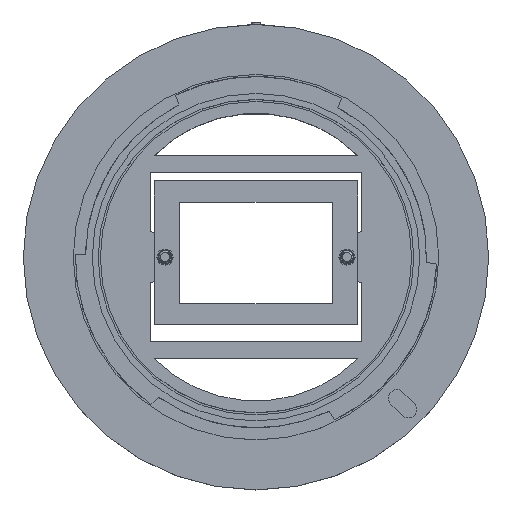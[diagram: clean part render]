
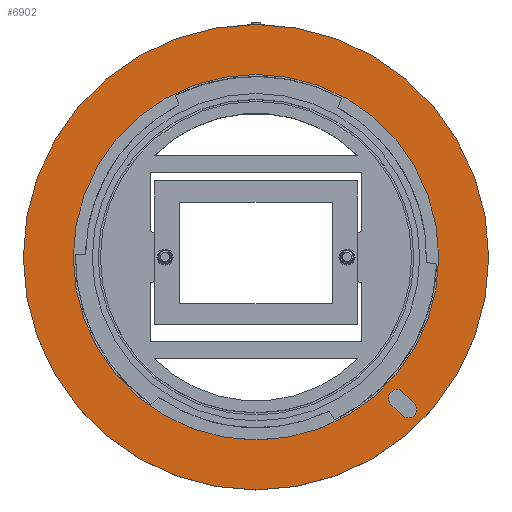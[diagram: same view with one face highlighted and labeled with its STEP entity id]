
A CAD part, top view. The second image highlights one B-rep face of the part: STEP entity #6902.
In plain terms, the highlighted planar face has unit normal (0, 0, 1).
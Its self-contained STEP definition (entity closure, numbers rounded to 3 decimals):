
#340=FACE_BOUND('',#2231,.T.);
#341=FACE_BOUND('',#2232,.T.);
#408=PLANE('',#7464);
#727=LINE('',#25189,#1142);
#728=LINE('',#25192,#1143);
#1142=VECTOR('',#8660,1.909);
#1143=VECTOR('',#8663,1.909);
#1826=FACE_OUTER_BOUND('',#2230,.T.);
#2230=EDGE_LOOP('',(#6129));
#2231=EDGE_LOOP('',(#6130));
#2232=EDGE_LOOP('',(#6131,#6132,#6133,#6134));
#2687=CIRCLE('',#7465,27.5);
#2688=CIRCLE('',#7466,21.6);
#2689=CIRCLE('',#7467,1.);
#2690=CIRCLE('',#7468,1.);
#3272=VERTEX_POINT('',#25181);
#3273=VERTEX_POINT('',#25183);
#3274=VERTEX_POINT('',#25185);
#3275=VERTEX_POINT('',#25186);
#3276=VERTEX_POINT('',#25188);
#3277=VERTEX_POINT('',#25190);
#4248=EDGE_CURVE('',#3272,#3272,#2687,.T.);
#4249=EDGE_CURVE('',#3273,#3273,#2688,.T.);
#4250=EDGE_CURVE('',#3274,#3275,#2689,.T.);
#4251=EDGE_CURVE('',#3276,#3274,#727,.T.);
#4252=EDGE_CURVE('',#3277,#3276,#2690,.T.);
#4253=EDGE_CURVE('',#3275,#3277,#728,.T.);
#6129=ORIENTED_EDGE('',*,*,#4248,.T.);
#6130=ORIENTED_EDGE('',*,*,#4249,.F.);
#6131=ORIENTED_EDGE('',*,*,#4250,.F.);
#6132=ORIENTED_EDGE('',*,*,#4251,.F.);
#6133=ORIENTED_EDGE('',*,*,#4252,.F.);
#6134=ORIENTED_EDGE('',*,*,#4253,.F.);
#6902=ADVANCED_FACE('',(#1826,#340,#341),#408,.T.);
#7464=AXIS2_PLACEMENT_3D('',#25180,#8652,#8653);
#7465=AXIS2_PLACEMENT_3D('',#25182,#8654,#8655);
#7466=AXIS2_PLACEMENT_3D('',#25184,#8656,#8657);
#7467=AXIS2_PLACEMENT_3D('',#25187,#8658,#8659);
#7468=AXIS2_PLACEMENT_3D('',#25191,#8661,#8662);
#8652=DIRECTION('center_axis',(0.,0.,1.));
#8653=DIRECTION('ref_axis',(1.,0.,0.));
#8654=DIRECTION('center_axis',(0.,0.,1.));
#8655=DIRECTION('ref_axis',(1.,0.,0.));
#8656=DIRECTION('center_axis',(0.,0.,1.));
#8657=DIRECTION('ref_axis',(1.,0.,0.));
#8658=DIRECTION('center_axis',(0.,0.,1.));
#8659=DIRECTION('ref_axis',(1.,0.,0.));
#8660=DIRECTION('',(0.707,-0.707,0.));
#8661=DIRECTION('center_axis',(0.,0.,1.));
#8662=DIRECTION('ref_axis',(1.,0.,0.));
#8663=DIRECTION('',(-0.707,0.707,0.));
#25180=CARTESIAN_POINT('Origin',(0.,0.,0.));
#25181=CARTESIAN_POINT('',(-27.5,0.,0.));
#25182=CARTESIAN_POINT('Origin',(0.,0.,0.));
#25183=CARTESIAN_POINT('',(21.6,0.,0.));
#25184=CARTESIAN_POINT('Origin',(0.,0.,0.));
#25185=CARTESIAN_POINT('',(17.294,-18.708,0.));
#25186=CARTESIAN_POINT('',(18.708,-17.294,0.));
#25187=CARTESIAN_POINT('Origin',(18.001,-18.001,0.));
#25188=CARTESIAN_POINT('',(15.944,-17.358,0.));
#25189=CARTESIAN_POINT('',(15.944,-17.358,0.));
#25190=CARTESIAN_POINT('',(17.358,-15.944,0.));
#25191=CARTESIAN_POINT('Origin',(16.651,-16.651,0.));
#25192=CARTESIAN_POINT('',(18.708,-17.294,0.));
